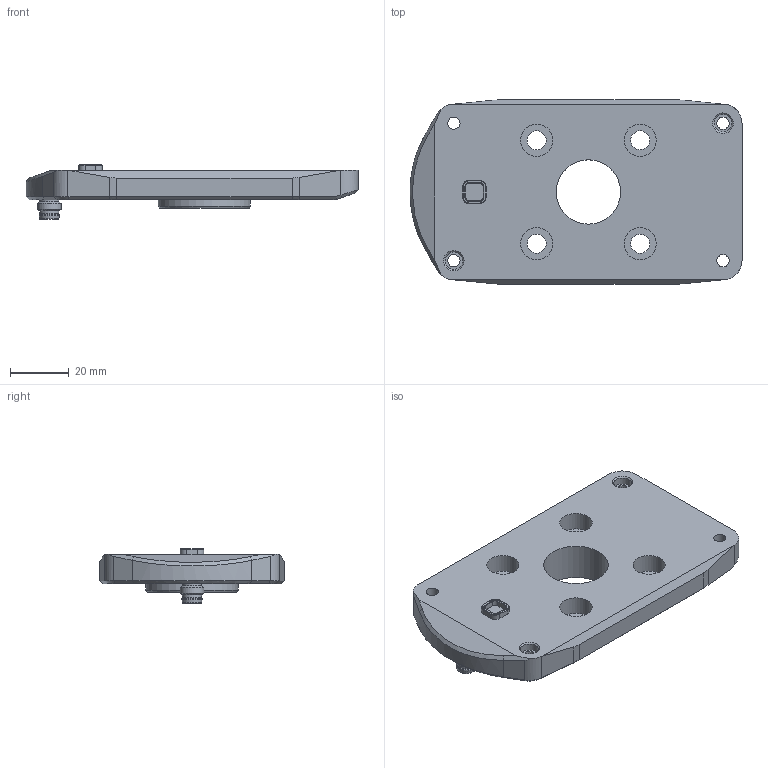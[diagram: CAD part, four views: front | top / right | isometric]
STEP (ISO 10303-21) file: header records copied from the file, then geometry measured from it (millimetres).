
FILE_DESCRIPTION((''),'2;1');
FILE_NAME('FL-ISO50-CRG200 - CUSTOMER.stp','2018-02-22T17:33:19',(''),(''),'Autodesk Inventor 2010','Autodesk Inventor 2010','');
FILE_SCHEMA(('AUTOMOTIVE_DESIGN { 1 0 10303 214 1 1 1 1 }'));
Length unit declared in the file: millimetre
Products named in the file (1): FL-ISO50-CRG200 - CUSTOMER
Bounding box: 113.49 x 63 x 18.75 mm (x, y, z)
Volume: 59186.2 mm3; surface area: 19139.3 mm2
Topology: 1 solids, 2 shells, 181 faces, 426 edges, 259 vertices
Faces by surface type: bspline 63, cylinder 41, plane 39, cone 29, sphere 8, torus 1
Full cylindrical faces by diameter (mm): 1 x8, 5.55 x1, 5.6 x4, 5.8 x6, 6.5 x2, 6.9 x1, 8 x1, 31.5 x1
Entity records: 5626 total; most frequent: CARTESIAN_POINT 1897, ORIENTED_EDGE 646, DIRECTION 645, EDGE_CURVE 323, EDGE_LOOP 305, AXIS2_PLACEMENT_3D 277, VERTEX_POINT 244, STYLED_ITEM 182
